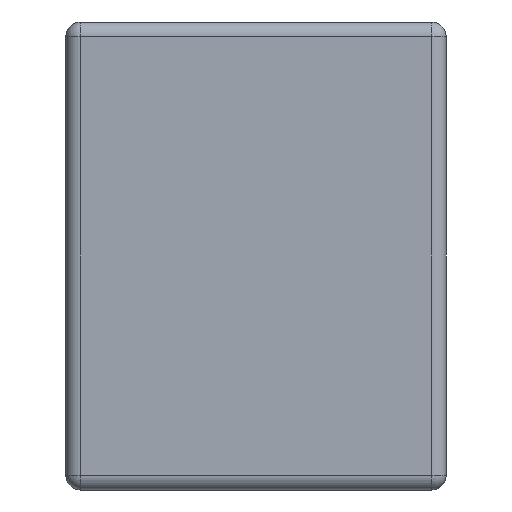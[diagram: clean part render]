
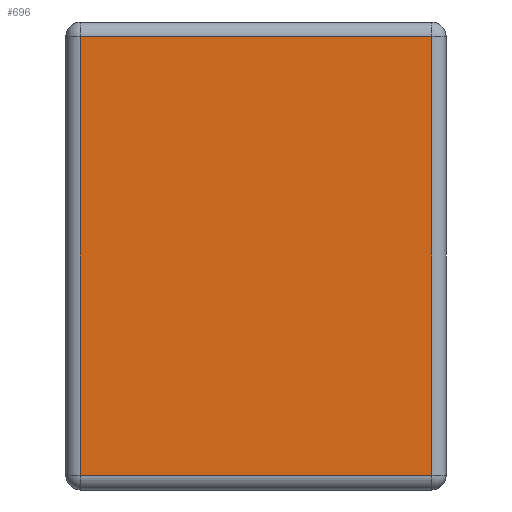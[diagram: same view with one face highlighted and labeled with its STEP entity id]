
A CAD part, left-side view. The second image highlights one B-rep face of the part: STEP entity #696.
In plain terms, the highlighted planar face has unit normal (-1, 0, 0).
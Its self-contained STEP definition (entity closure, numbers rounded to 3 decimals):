
#182 = DIRECTION ( 'NONE',  ( 0., 0., 1. ) ) ;
#183 = VECTOR ( 'NONE', #182, 1000. ) ;
#184 = CARTESIAN_POINT ( 'NONE',  ( -1.6, 0.05, 0.8 ) ) ;
#185 = LINE ( 'NONE', #184, #183 ) ;
#187 = CARTESIAN_POINT ( 'NONE',  ( -1.6, 0.05, -0.75 ) ) ;
#696 = ADVANCED_FACE ( 'NONE', ( #1609 ), #1650, .F. ) ;
#697 = EDGE_LOOP ( 'NONE', ( #698, #702, #705, #758 ) ) ;
#698 = ORIENTED_EDGE ( 'NONE', *, *, #699, .T. ) ;
#699 = EDGE_CURVE ( 'NONE', #700, #701, #1645, .T. ) ;
#700 = VERTEX_POINT ( 'NONE', #1641 ) ;
#701 = VERTEX_POINT ( 'NONE', #1640 ) ;
#702 = ORIENTED_EDGE ( 'NONE', *, *, #703, .T. ) ;
#703 = EDGE_CURVE ( 'NONE', #701, #704, #1639, .T. ) ;
#704 = VERTEX_POINT ( 'NONE', #1635 ) ;
#705 = ORIENTED_EDGE ( 'NONE', *, *, #706, .T. ) ;
#706 = EDGE_CURVE ( 'NONE', #704, #757, #1634, .T. ) ;
#757 = VERTEX_POINT ( 'NONE', #187 ) ;
#758 = ORIENTED_EDGE ( 'NONE', *, *, #759, .T. ) ;
#759 = EDGE_CURVE ( 'NONE', #757, #700, #185, .T. ) ;
#1609 = FACE_OUTER_BOUND ( 'NONE', #697, .T. ) ;
#1631 = DIRECTION ( 'NONE',  ( 0., -1., 0. ) ) ;
#1632 = VECTOR ( 'NONE', #1631, 1000. ) ;
#1633 = CARTESIAN_POINT ( 'NONE',  ( -1.6, 1.3, -0.75 ) ) ;
#1634 = LINE ( 'NONE', #1633, #1632 ) ;
#1635 = CARTESIAN_POINT ( 'NONE',  ( -1.6, 1.25, -0.75 ) ) ;
#1636 = DIRECTION ( 'NONE',  ( 0., 0., -1. ) ) ;
#1637 = VECTOR ( 'NONE', #1636, 1000. ) ;
#1638 = CARTESIAN_POINT ( 'NONE',  ( -1.6, 1.25, 0.8 ) ) ;
#1639 = LINE ( 'NONE', #1638, #1637 ) ;
#1640 = CARTESIAN_POINT ( 'NONE',  ( -1.6, 1.25, 0.75 ) ) ;
#1641 = CARTESIAN_POINT ( 'NONE',  ( -1.6, 0.05, 0.75 ) ) ;
#1642 = DIRECTION ( 'NONE',  ( 0., 1., 0. ) ) ;
#1643 = VECTOR ( 'NONE', #1642, 1000. ) ;
#1644 = CARTESIAN_POINT ( 'NONE',  ( -1.6, 1.3, 0.75 ) ) ;
#1645 = LINE ( 'NONE', #1644, #1643 ) ;
#1646 = DIRECTION ( 'NONE',  ( 0., 0., -1. ) ) ;
#1647 = DIRECTION ( 'NONE',  ( 1., 0., 0. ) ) ;
#1648 = CARTESIAN_POINT ( 'NONE',  ( -1.6, 1.3, 0.8 ) ) ;
#1649 = AXIS2_PLACEMENT_3D ( 'NONE', #1648, #1647, #1646 ) ;
#1650 = PLANE ( 'NONE',  #1649 ) ;
